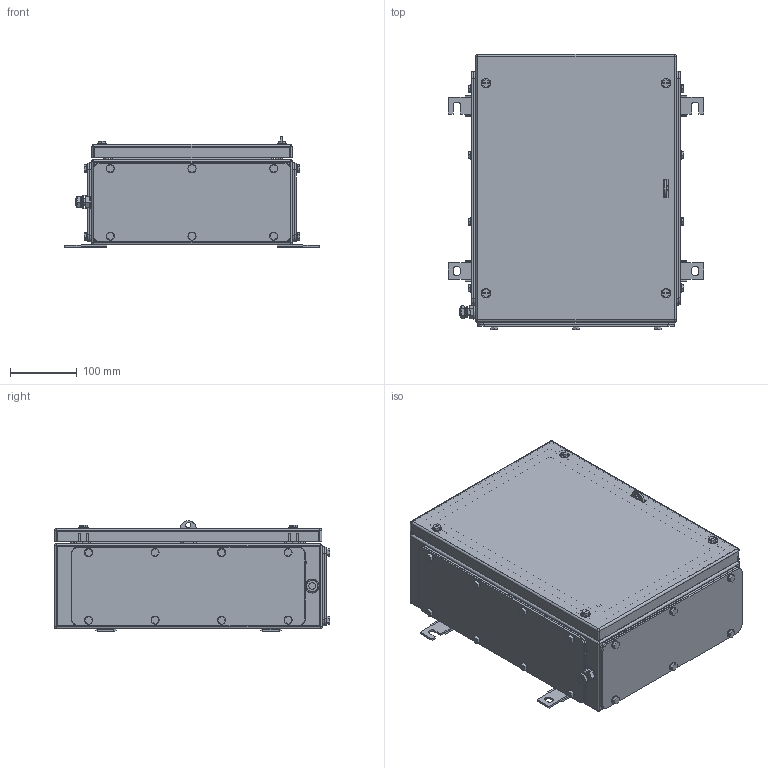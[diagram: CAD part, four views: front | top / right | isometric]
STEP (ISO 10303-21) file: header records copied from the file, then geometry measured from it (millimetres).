
FILE_DESCRIPTION(('CATIA V5 STEP Exchange','CAx-IF Rec.Pracs.--- Model Styling and Organization---1.4--- 2014-01-23'),'2;1');
FILE_NAME ('008532-9_3_1194930000_1194930000.stp','2019-09-20T09:24:04+00:00',('none'),('Weidmueller'),'CATIA Version 5-6 Release 2016 SP3 HF44','CATIA V5 STEP AP214','none');
FILE_SCHEMA(('AUTOMOTIVE_DESIGN { 1 0 10303 214 1 1 1 1 }'));
Products named in the file (1): 1194930000
Bounding box: 381 x 411 x 165 mm (x, y, z)
Volume: 1263897.3 mm3; surface area: 1314348.5 mm2
Topology: 84 solids, 84 shells, 1898 faces, 4488 edges, 2834 vertices
Faces by surface type: plane 895, cylinder 785, cone 172, sphere 24, torus 22
Entity records: 51545 total; most frequent: CARTESIAN_POINT 10224, ORIENTED_EDGE 8824, DIRECTION 6979, EDGE_CURVE 4412, AXIS2_PLACEMENT_3D 2955, VERTEX_POINT 2834, VECTOR 2644, LINE 2644
